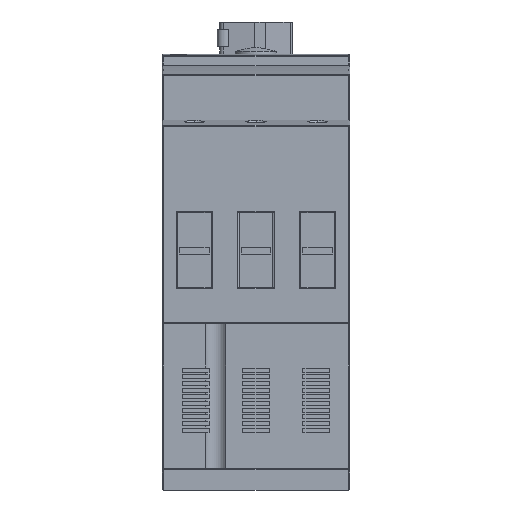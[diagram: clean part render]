
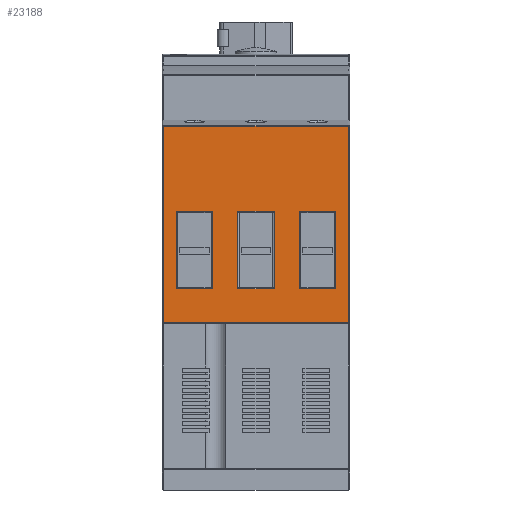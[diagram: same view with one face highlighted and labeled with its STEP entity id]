
A CAD part, front view. The second image highlights one B-rep face of the part: STEP entity #23188.
In plain terms, the highlighted planar face has unit normal (0, -1, 0).
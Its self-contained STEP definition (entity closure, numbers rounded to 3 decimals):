
#1982 = VECTOR ( 'NONE', #6129, 1000. ) ;
#1989 = VECTOR ( 'NONE', #6166, 1000. ) ;
#1990 = VECTOR ( 'NONE', #6171, 1000. ) ;
#1993 = VECTOR ( 'NONE', #6192, 1000. ) ;
#1994 = VECTOR ( 'NONE', #6195, 1000. ) ;
#1996 = VECTOR ( 'NONE', #6205, 1000. ) ;
#1997 = VECTOR ( 'NONE', #6208, 1000. ) ;
#1999 = VECTOR ( 'NONE', #6222, 1000. ) ;
#2002 = VECTOR ( 'NONE', #6239, 1000. ) ;
#2003 = VECTOR ( 'NONE', #6242, 1000. ) ;
#2005 = VECTOR ( 'NONE', #6256, 1000. ) ;
#2006 = VECTOR ( 'NONE', #6259, 1000. ) ;
#2009 = VECTOR ( 'NONE', #6269, 1000. ) ;
#2011 = VECTOR ( 'NONE', #6279, 1000. ) ;
#4205 = ORIENTED_EDGE ( 'NONE', *, *, #30788, .F. ) ;
#4206 = ORIENTED_EDGE ( 'NONE', *, *, #30777, .F. ) ;
#4207 = ORIENTED_EDGE ( 'NONE', *, *, #24913, .T. ) ;
#4208 = ORIENTED_EDGE ( 'NONE', *, *, #24914, .F. ) ;
#4209 = ORIENTED_EDGE ( 'NONE', *, *, #30815, .F. ) ;
#4210 = ORIENTED_EDGE ( 'NONE', *, *, #30819, .F. ) ;
#4211 = ORIENTED_EDGE ( 'NONE', *, *, #30816, .F. ) ;
#4212 = ORIENTED_EDGE ( 'NONE', *, *, #30822, .F. ) ;
#4213 = ORIENTED_EDGE ( 'NONE', *, *, #30801, .F. ) ;
#4214 = ORIENTED_EDGE ( 'NONE', *, *, #30811, .F. ) ;
#4215 = ORIENTED_EDGE ( 'NONE', *, *, #30810, .F. ) ;
#4216 = ORIENTED_EDGE ( 'NONE', *, *, #30805, .F. ) ;
#4217 = ORIENTED_EDGE ( 'NONE', *, *, #30800, .F. ) ;
#4218 = ORIENTED_EDGE ( 'NONE', *, *, #30797, .F. ) ;
#4219 = ORIENTED_EDGE ( 'NONE', *, *, #30796, .F. ) ;
#4220 = ORIENTED_EDGE ( 'NONE', *, *, #30790, .F. ) ;
#5286 = CARTESIAN_POINT ( 'NONE',  ( -8.468, -54.17, -11.231 ) ) ;
#5367 = CARTESIAN_POINT ( 'NONE',  ( -21.968, -54.17, 17.769 ) ) ;
#5370 = CARTESIAN_POINT ( 'NONE',  ( -8.468, -54.17, 17.769 ) ) ;
#5373 = CARTESIAN_POINT ( 'NONE',  ( -21.968, -54.17, -11.231 ) ) ;
#6127 = LINE ( 'NONE', #6128, #1982 ) ;
#6128 = CARTESIAN_POINT ( 'NONE',  ( -72.718, -54.17, 51.769 ) ) ;
#6129 = DIRECTION ( 'NONE',  ( 0., 0., 1. ) ) ;
#6164 = LINE ( 'NONE', #6165, #1989 ) ;
#6165 = CARTESIAN_POINT ( 'NONE',  ( -3.718, -54.17, 51.769 ) ) ;
#6166 = DIRECTION ( 'NONE',  ( 0., 0., -1. ) ) ;
#6169 = LINE ( 'NONE', #6170, #1990 ) ;
#6170 = CARTESIAN_POINT ( 'NONE',  ( -67.968, -54.17, 51.769 ) ) ;
#6171 = DIRECTION ( 'NONE',  ( 0., 0., -1. ) ) ;
#6190 = LINE ( 'NONE', #6191, #1993 ) ;
#6191 = CARTESIAN_POINT ( 'NONE',  ( -73.218, -54.17, -11.231 ) ) ;
#6192 = DIRECTION ( 'NONE',  ( 1., 0., 0. ) ) ;
#6193 = LINE ( 'NONE', #6194, #1994 ) ;
#6194 = CARTESIAN_POINT ( 'NONE',  ( -54.468, -54.17, 51.769 ) ) ;
#6195 = DIRECTION ( 'NONE',  ( 0., 0., 1. ) ) ;
#6203 = LINE ( 'NONE', #6204, #1996 ) ;
#6204 = CARTESIAN_POINT ( 'NONE',  ( -73.218, -54.17, 17.769 ) ) ;
#6205 = DIRECTION ( 'NONE',  ( -1., 0., 0. ) ) ;
#6206 = LINE ( 'NONE', #6207, #1997 ) ;
#6207 = CARTESIAN_POINT ( 'NONE',  ( -44.968, -54.17, 51.769 ) ) ;
#6208 = DIRECTION ( 'NONE',  ( 0., 0., -1. ) ) ;
#6220 = LINE ( 'NONE', #6221, #1999 ) ;
#6221 = CARTESIAN_POINT ( 'NONE',  ( -73.218, -54.17, -11.231 ) ) ;
#6222 = DIRECTION ( 'NONE',  ( 1., 0., 0. ) ) ;
#6237 = LINE ( 'NONE', #6238, #2002 ) ;
#6238 = CARTESIAN_POINT ( 'NONE',  ( -31.468, -54.17, 51.769 ) ) ;
#6239 = DIRECTION ( 'NONE',  ( 0., 0., 1. ) ) ;
#6240 = LINE ( 'NONE', #6241, #2003 ) ;
#6241 = CARTESIAN_POINT ( 'NONE',  ( -73.218, -54.17, 17.769 ) ) ;
#6242 = DIRECTION ( 'NONE',  ( -1., 0., 0. ) ) ;
#6254 = LINE ( 'NONE', #6255, #2005 ) ;
#6255 = CARTESIAN_POINT ( 'NONE',  ( -21.968, -54.17, 51.769 ) ) ;
#6256 = DIRECTION ( 'NONE',  ( 0., 0., -1. ) ) ;
#6257 = LINE ( 'NONE', #6258, #2006 ) ;
#6258 = CARTESIAN_POINT ( 'NONE',  ( -73.218, -54.17, -11.231 ) ) ;
#6259 = DIRECTION ( 'NONE',  ( 1., 0., 0. ) ) ;
#6267 = LINE ( 'NONE', #6268, #2009 ) ;
#6268 = CARTESIAN_POINT ( 'NONE',  ( -8.468, -54.17, 51.769 ) ) ;
#6269 = DIRECTION ( 'NONE',  ( 0., 0., 1. ) ) ;
#6277 = LINE ( 'NONE', #6278, #2011 ) ;
#6278 = CARTESIAN_POINT ( 'NONE',  ( -73.218, -54.17, 17.769 ) ) ;
#6279 = DIRECTION ( 'NONE',  ( -1., 0., 0. ) ) ;
#7490 = EDGE_LOOP ( 'NONE', ( #4214, #4215, #4216, #4213 ) ) ;
#7542 = EDGE_LOOP ( 'NONE', ( #4211, #4209, #4212, #4210 ) ) ;
#7620 = EDGE_LOOP ( 'NONE', ( #4218, #4219, #4220, #4217 ) ) ;
#23188 = ADVANCED_FACE ( 'NONE', ( #29897, #29903, #29905, #29907 ), #36872, .F. ) ;
#24913 = EDGE_CURVE ( 'NONE', #25555, #25542, #40988, .T. ) ;
#24914 = EDGE_CURVE ( 'NONE', #25545, #25573, #40991, .T. ) ;
#25524 = VERTEX_POINT ( 'NONE', #47010 ) ;
#25526 = VERTEX_POINT ( 'NONE', #47012 ) ;
#25528 = VERTEX_POINT ( 'NONE', #47014 ) ;
#25530 = VERTEX_POINT ( 'NONE', #47016 ) ;
#25533 = VERTEX_POINT ( 'NONE', #47019 ) ;
#25538 = VERTEX_POINT ( 'NONE', #47024 ) ;
#25541 = VERTEX_POINT ( 'NONE', #47027 ) ;
#25542 = VERTEX_POINT ( 'NONE', #47028 ) ;
#25545 = VERTEX_POINT ( 'NONE', #47031 ) ;
#25555 = VERTEX_POINT ( 'NONE', #47041 ) ;
#25566 = VERTEX_POINT ( 'NONE', #47052 ) ;
#25573 = VERTEX_POINT ( 'NONE', #47059 ) ;
#27250 = EDGE_LOOP ( 'NONE', ( #4205, #4207, #4206, #4208 ) ) ;
#27728 = VERTEX_POINT ( 'NONE', #5286 ) ;
#27809 = VERTEX_POINT ( 'NONE', #5367 ) ;
#27812 = VERTEX_POINT ( 'NONE', #5370 ) ;
#27815 = VERTEX_POINT ( 'NONE', #5373 ) ;
#29897 = FACE_OUTER_BOUND ( 'NONE', #27250, .T. ) ;
#29902 = AXIS2_PLACEMENT_3D ( 'NONE', #36873, #36874, #36875 ) ;
#29903 = FACE_BOUND ( 'NONE', #7542, .T. ) ;
#29905 = FACE_BOUND ( 'NONE', #7490, .T. ) ;
#29907 = FACE_BOUND ( 'NONE', #7620, .T. ) ;
#30777 = EDGE_CURVE ( 'NONE', #25573, #25542, #6127, .T. ) ;
#30788 = EDGE_CURVE ( 'NONE', #25555, #25545, #6164, .T. ) ;
#30790 = EDGE_CURVE ( 'NONE', #25530, #25524, #6169, .T. ) ;
#30796 = EDGE_CURVE ( 'NONE', #25524, #25538, #6190, .T. ) ;
#30797 = EDGE_CURVE ( 'NONE', #25538, #25526, #6193, .T. ) ;
#30800 = EDGE_CURVE ( 'NONE', #25526, #25530, #6203, .T. ) ;
#30801 = EDGE_CURVE ( 'NONE', #25566, #25541, #6206, .T. ) ;
#30805 = EDGE_CURVE ( 'NONE', #25541, #25528, #6220, .T. ) ;
#30810 = EDGE_CURVE ( 'NONE', #25528, #25533, #6237, .T. ) ;
#30811 = EDGE_CURVE ( 'NONE', #25533, #25566, #6240, .T. ) ;
#30815 = EDGE_CURVE ( 'NONE', #27809, #27815, #6254, .T. ) ;
#30816 = EDGE_CURVE ( 'NONE', #27815, #27728, #6257, .T. ) ;
#30819 = EDGE_CURVE ( 'NONE', #27728, #27812, #6267, .T. ) ;
#30822 = EDGE_CURVE ( 'NONE', #27812, #27809, #6277, .T. ) ;
#36872 = PLANE ( 'NONE',  #29902 ) ;
#36873 = CARTESIAN_POINT ( 'NONE',  ( -73.218, -54.17, 51.769 ) ) ;
#36874 = DIRECTION ( 'NONE',  ( 0., 1., 0. ) ) ;
#36875 = DIRECTION ( 'NONE',  ( 0., 0., 1. ) ) ;
#40988 = LINE ( 'NONE', #40989, #41696 ) ;
#40989 = CARTESIAN_POINT ( 'NONE',  ( -73.218, -54.17, 49.377 ) ) ;
#40990 = DIRECTION ( 'NONE',  ( -1., 0., 0. ) ) ;
#40991 = LINE ( 'NONE', #40992, #41697 ) ;
#40992 = CARTESIAN_POINT ( 'NONE',  ( -3.218, -54.17, -23.731 ) ) ;
#40993 = DIRECTION ( 'NONE',  ( -1., 0., 0. ) ) ;
#41696 = VECTOR ( 'NONE', #40990, 1000. ) ;
#41697 = VECTOR ( 'NONE', #40993, 1000. ) ;
#47010 = CARTESIAN_POINT ( 'NONE',  ( -67.968, -54.17, -11.231 ) ) ;
#47012 = CARTESIAN_POINT ( 'NONE',  ( -54.468, -54.17, 17.769 ) ) ;
#47014 = CARTESIAN_POINT ( 'NONE',  ( -31.468, -54.17, -11.231 ) ) ;
#47016 = CARTESIAN_POINT ( 'NONE',  ( -67.968, -54.17, 17.769 ) ) ;
#47019 = CARTESIAN_POINT ( 'NONE',  ( -31.468, -54.17, 17.769 ) ) ;
#47024 = CARTESIAN_POINT ( 'NONE',  ( -54.468, -54.17, -11.231 ) ) ;
#47027 = CARTESIAN_POINT ( 'NONE',  ( -44.968, -54.17, -11.231 ) ) ;
#47028 = CARTESIAN_POINT ( 'NONE',  ( -72.718, -54.17, 49.377 ) ) ;
#47031 = CARTESIAN_POINT ( 'NONE',  ( -3.718, -54.17, -23.731 ) ) ;
#47041 = CARTESIAN_POINT ( 'NONE',  ( -3.718, -54.17, 49.377 ) ) ;
#47052 = CARTESIAN_POINT ( 'NONE',  ( -44.968, -54.17, 17.769 ) ) ;
#47059 = CARTESIAN_POINT ( 'NONE',  ( -72.718, -54.17, -23.731 ) ) ;
